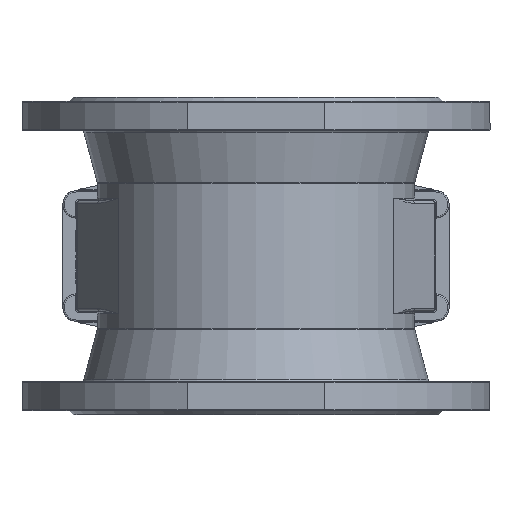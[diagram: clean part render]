
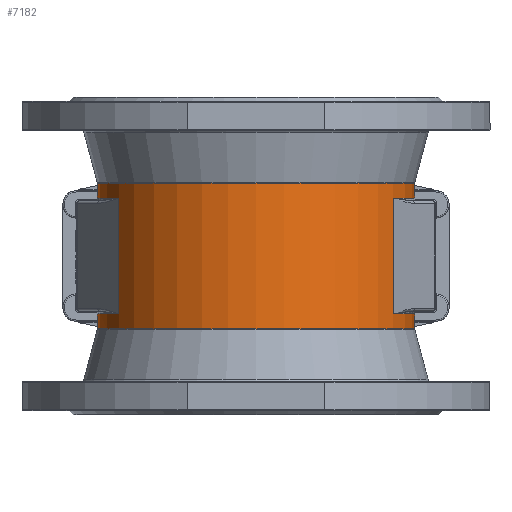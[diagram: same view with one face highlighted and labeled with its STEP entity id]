
A CAD part, front view. The second image highlights one B-rep face of the part: STEP entity #7182.
In plain terms, the highlighted cylindrical face has radius 115 mm (diameter 230 mm), a full revolution.
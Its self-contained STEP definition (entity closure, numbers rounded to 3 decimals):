
#694=LINE('',#14073,#1106);
#696=LINE('',#14282,#1108);
#723=LINE('',#14526,#1135);
#724=LINE('',#14545,#1136);
#726=LINE('',#14743,#1138);
#730=LINE('',#14834,#1142);
#731=LINE('',#14835,#1143);
#732=LINE('',#14836,#1144);
#1106=VECTOR('',#9517,10.);
#1108=VECTOR('',#9529,10.);
#1135=VECTOR('',#9700,10.);
#1136=VECTOR('',#9715,10.);
#1138=VECTOR('',#9731,10.);
#1142=VECTOR('',#9781,115.);
#1143=VECTOR('',#9782,115.);
#1144=VECTOR('',#9783,10.);
#1287=CYLINDRICAL_SURFACE('',#7982,115.);
#1681=FACE_OUTER_BOUND('',#2164,.T.);
#2164=EDGE_LOOP('',(#6205,#6206,#6207,#6208,#6209,#6210,#6211,#6212,#6213,
#6214,#6215,#6216,#6217,#6218,#6219,#6220,#6221,#6222,#6223,#6224,#6225,
#6226));
#2505=CIRCLE('',#7859,115.);
#2506=CIRCLE('',#7860,115.);
#2512=CIRCLE('',#7871,115.);
#2517=CIRCLE('',#7881,115.);
#2540=CIRCLE('',#7912,115.);
#2542=CIRCLE('',#7914,115.);
#2552=CIRCLE('',#7948,115.);
#2553=CIRCLE('',#7949,115.);
#2556=CIRCLE('',#7955,115.);
#2560=CIRCLE('',#7964,115.);
#2568=CIRCLE('',#7979,115.);
#2569=CIRCLE('',#7980,115.);
#3308=VERTEX_POINT('',#14035);
#3309=VERTEX_POINT('',#14056);
#3310=VERTEX_POINT('',#14058);
#3313=VERTEX_POINT('',#14072);
#3316=VERTEX_POINT('',#14163);
#3319=VERTEX_POINT('',#14281);
#3322=VERTEX_POINT('',#14295);
#3343=VERTEX_POINT('',#14407);
#3344=VERTEX_POINT('',#14408);
#3352=VERTEX_POINT('',#14506);
#3353=VERTEX_POINT('',#14528);
#3354=VERTEX_POINT('',#14530);
#3355=VERTEX_POINT('',#14536);
#3358=VERTEX_POINT('',#14626);
#3360=VERTEX_POINT('',#14741);
#3361=VERTEX_POINT('',#14748);
#3367=VERTEX_POINT('',#14828);
#3368=VERTEX_POINT('',#14829);
#4208=EDGE_CURVE('',#3309,#3308,#2505,.T.);
#4209=EDGE_CURVE('',#3310,#3309,#2506,.T.);
#4216=EDGE_CURVE('',#3313,#3310,#694,.T.);
#4223=EDGE_CURVE('',#3316,#3313,#2512,.T.);
#4229=EDGE_CURVE('',#3319,#3316,#696,.T.);
#4236=EDGE_CURVE('',#3322,#3319,#2517,.T.);
#4265=EDGE_CURVE('',#3343,#3344,#2540,.T.);
#4267=EDGE_CURVE('',#3344,#3343,#2542,.T.);
#4297=EDGE_CURVE('',#3352,#3308,#723,.T.);
#4299=EDGE_CURVE('',#3353,#3354,#2552,.T.);
#4300=EDGE_CURVE('',#3354,#3352,#2553,.T.);
#4303=EDGE_CURVE('',#3355,#3353,#724,.T.);
#4309=EDGE_CURVE('',#3358,#3355,#2556,.T.);
#4315=EDGE_CURVE('',#3360,#3358,#726,.T.);
#4318=EDGE_CURVE('',#3361,#3360,#2560,.T.);
#4330=EDGE_CURVE('',#3367,#3368,#2568,.T.);
#4331=EDGE_CURVE('',#3368,#3367,#2569,.T.);
#4333=EDGE_CURVE('',#3344,#3309,#730,.T.);
#4334=EDGE_CURVE('',#3354,#3368,#731,.T.);
#4335=EDGE_CURVE('',#3361,#3322,#732,.T.);
#6205=ORIENTED_EDGE('',*,*,#4265,.T.);
#6206=ORIENTED_EDGE('',*,*,#4333,.T.);
#6207=ORIENTED_EDGE('',*,*,#4208,.T.);
#6208=ORIENTED_EDGE('',*,*,#4297,.F.);
#6209=ORIENTED_EDGE('',*,*,#4300,.F.);
#6210=ORIENTED_EDGE('',*,*,#4334,.T.);
#6211=ORIENTED_EDGE('',*,*,#4330,.F.);
#6212=ORIENTED_EDGE('',*,*,#4331,.F.);
#6213=ORIENTED_EDGE('',*,*,#4334,.F.);
#6214=ORIENTED_EDGE('',*,*,#4299,.F.);
#6215=ORIENTED_EDGE('',*,*,#4303,.F.);
#6216=ORIENTED_EDGE('',*,*,#4309,.F.);
#6217=ORIENTED_EDGE('',*,*,#4315,.F.);
#6218=ORIENTED_EDGE('',*,*,#4318,.F.);
#6219=ORIENTED_EDGE('',*,*,#4335,.T.);
#6220=ORIENTED_EDGE('',*,*,#4236,.T.);
#6221=ORIENTED_EDGE('',*,*,#4229,.T.);
#6222=ORIENTED_EDGE('',*,*,#4223,.T.);
#6223=ORIENTED_EDGE('',*,*,#4216,.T.);
#6224=ORIENTED_EDGE('',*,*,#4209,.T.);
#6225=ORIENTED_EDGE('',*,*,#4333,.F.);
#6226=ORIENTED_EDGE('',*,*,#4267,.T.);
#7182=ADVANCED_FACE('',(#1681),#1287,.T.);
#7859=AXIS2_PLACEMENT_3D('',#14057,#9495,#9496);
#7860=AXIS2_PLACEMENT_3D('',#14059,#9497,#9498);
#7871=AXIS2_PLACEMENT_3D('',#14164,#9523,#9524);
#7881=AXIS2_PLACEMENT_3D('',#14296,#9547,#9548);
#7912=AXIS2_PLACEMENT_3D('',#14409,#9613,#9614);
#7914=AXIS2_PLACEMENT_3D('',#14411,#9617,#9618);
#7948=AXIS2_PLACEMENT_3D('',#14531,#9705,#9706);
#7949=AXIS2_PLACEMENT_3D('',#14532,#9707,#9708);
#7955=AXIS2_PLACEMENT_3D('',#14639,#9720,#9721);
#7964=AXIS2_PLACEMENT_3D('',#14757,#9740,#9741);
#7979=AXIS2_PLACEMENT_3D('',#14830,#9773,#9774);
#7980=AXIS2_PLACEMENT_3D('',#14831,#9775,#9776);
#7982=AXIS2_PLACEMENT_3D('',#14833,#9779,#9780);
#9495=DIRECTION('center_axis',(0.,0.,-1.));
#9496=DIRECTION('ref_axis',(0.915,0.402,0.));
#9497=DIRECTION('center_axis',(0.,0.,-1.));
#9498=DIRECTION('ref_axis',(0.915,0.402,0.));
#9517=DIRECTION('',(0.,0.,1.));
#9523=DIRECTION('center_axis',(0.,0.,-1.));
#9524=DIRECTION('ref_axis',(0.,1.,0.));
#9529=DIRECTION('',(0.,0.,-1.));
#9547=DIRECTION('center_axis',(0.,0.,-1.));
#9548=DIRECTION('ref_axis',(-0.915,0.402,0.));
#9613=DIRECTION('center_axis',(0.,0.,1.));
#9614=DIRECTION('ref_axis',(1.,0.,0.));
#9617=DIRECTION('center_axis',(0.,0.,1.));
#9618=DIRECTION('ref_axis',(1.,0.,0.));
#9700=DIRECTION('',(0.,0.,-1.));
#9705=DIRECTION('center_axis',(0.,0.,-1.));
#9706=DIRECTION('ref_axis',(0.915,0.402,0.));
#9707=DIRECTION('center_axis',(0.,0.,-1.));
#9708=DIRECTION('ref_axis',(0.915,0.402,0.));
#9715=DIRECTION('',(0.,0.,-1.));
#9720=DIRECTION('center_axis',(0.,0.,-1.));
#9721=DIRECTION('ref_axis',(0.,1.,0.));
#9731=DIRECTION('',(0.,0.,1.));
#9740=DIRECTION('center_axis',(0.,0.,-1.));
#9741=DIRECTION('ref_axis',(-0.915,0.402,0.));
#9773=DIRECTION('center_axis',(0.,0.,1.));
#9774=DIRECTION('ref_axis',(1.,0.,0.));
#9775=DIRECTION('center_axis',(0.,0.,1.));
#9776=DIRECTION('ref_axis',(1.,0.,0.));
#9779=DIRECTION('center_axis',(0.,0.,-1.));
#9780=DIRECTION('ref_axis',(-1.,0.,0.));
#9781=DIRECTION('',(0.,0.,1.));
#9782=DIRECTION('',(0.,0.,1.));
#9783=DIRECTION('',(0.,0.,-1.));
#14035=CARTESIAN_POINT('',(99.611,-57.469,-154.));
#14056=CARTESIAN_POINT('',(115.,0.,-154.));
#14057=CARTESIAN_POINT('Origin',(0.,0.,-154.));
#14058=CARTESIAN_POINT('',(26.538,111.896,-154.));
#14059=CARTESIAN_POINT('Origin',(0.,0.,-154.));
#14072=CARTESIAN_POINT('',(26.538,111.896,-161.5));
#14073=CARTESIAN_POINT('',(26.538,111.896,-203.));
#14163=CARTESIAN_POINT('',(-26.538,111.896,-161.5));
#14164=CARTESIAN_POINT('Origin',(0.,0.,-161.5));
#14281=CARTESIAN_POINT('',(-26.538,111.896,-154.));
#14282=CARTESIAN_POINT('',(-26.538,111.896,-203.));
#14295=CARTESIAN_POINT('',(-99.611,-57.469,-154.));
#14296=CARTESIAN_POINT('Origin',(0.,0.,-154.));
#14407=CARTESIAN_POINT('',(-115.,0.,-164.737));
#14408=CARTESIAN_POINT('',(115.,0.,-164.737));
#14409=CARTESIAN_POINT('Origin',(0.,0.,-164.737));
#14411=CARTESIAN_POINT('Origin',(0.,0.,-164.737));
#14506=CARTESIAN_POINT('',(99.611,-57.469,-70.));
#14526=CARTESIAN_POINT('',(99.611,-57.469,-21.));
#14528=CARTESIAN_POINT('',(26.538,111.896,-70.));
#14530=CARTESIAN_POINT('',(115.,0.,-70.));
#14531=CARTESIAN_POINT('Origin',(0.,0.,-70.));
#14532=CARTESIAN_POINT('Origin',(0.,0.,-70.));
#14536=CARTESIAN_POINT('',(26.538,111.896,-62.5));
#14545=CARTESIAN_POINT('',(26.538,111.896,-21.));
#14626=CARTESIAN_POINT('',(-26.538,111.896,-62.5));
#14639=CARTESIAN_POINT('Origin',(0.,0.,-62.5));
#14741=CARTESIAN_POINT('',(-26.538,111.896,-70.));
#14743=CARTESIAN_POINT('',(-26.538,111.896,-21.));
#14748=CARTESIAN_POINT('',(-99.611,-57.469,-70.));
#14757=CARTESIAN_POINT('Origin',(0.,0.,-70.));
#14828=CARTESIAN_POINT('',(-115.,0.,-59.263));
#14829=CARTESIAN_POINT('',(115.,0.,-59.263));
#14830=CARTESIAN_POINT('Origin',(0.,0.,-59.263));
#14831=CARTESIAN_POINT('Origin',(0.,0.,-59.263));
#14833=CARTESIAN_POINT('Origin',(0.,0.,-21.));
#14834=CARTESIAN_POINT('',(115.,0.,-21.));
#14835=CARTESIAN_POINT('',(115.,0.,-21.));
#14836=CARTESIAN_POINT('',(-99.611,-57.469,-21.));
